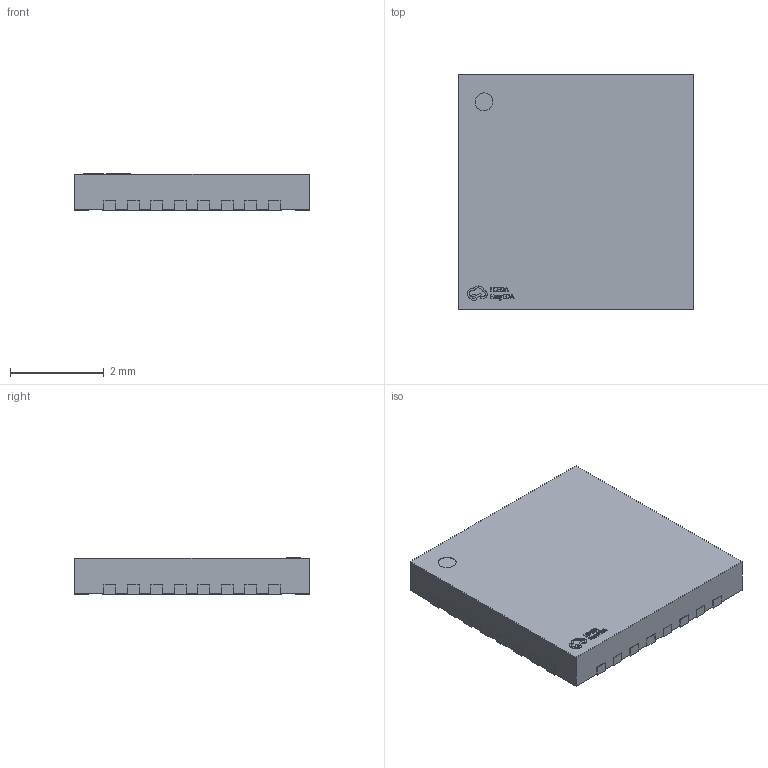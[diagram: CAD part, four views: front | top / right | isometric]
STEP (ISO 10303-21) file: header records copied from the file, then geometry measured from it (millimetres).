
FILE_DESCRIPTION (( 'STEP AP214' ), '1' );
FILE_NAME ('QFN-32_L5.0-W5.0-P0.50-BL-EP3.8.STEP', '2023-01-02T11:59:45', ( '' ), ( '' ), 'SwSTEP 2.0', 'SolidWorks 2020', '' );
FILE_SCHEMA (( 'AUTOMOTIVE_DESIGN' ));
Length unit declared in the file: millimetre
Products named in the file (1): QFN-32_L5.0-W5.0-P0.50-BL-EP3.8
Bounding box: 5.02 x 5.02 x 0.78 mm (x, y, z)
Volume: 19.1 mm3; surface area: 66.3 mm2
Topology: 1 solids, 1 shells, 495 faces, 1416 edges, 944 vertices
Faces by surface type: plane 331, bspline 100, cylinder 64
Entity records: 22065 total; most frequent: CARTESIAN_POINT 4212, ORIENTED_EDGE 2832, DIRECTION 2132, EDGE_CURVE 1416, LINE 1084, VECTOR 1084, VERTEX_POINT 944, AXIS2_PLACEMENT_3D 524
